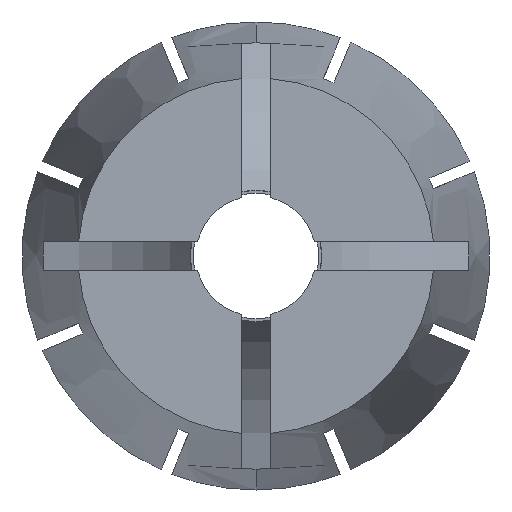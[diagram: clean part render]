
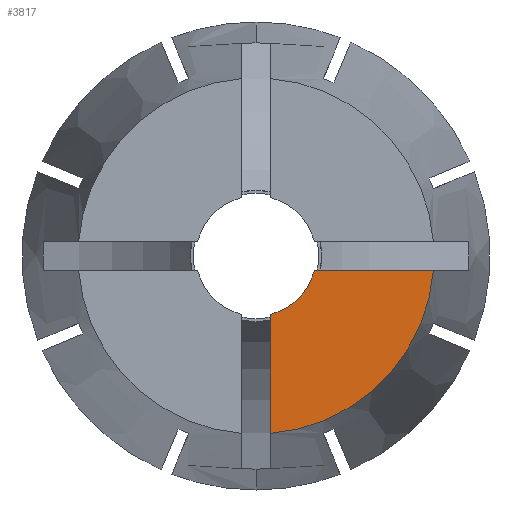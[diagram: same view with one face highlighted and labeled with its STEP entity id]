
A CAD part, left-side view. The second image highlights one B-rep face of the part: STEP entity #3817.
In plain terms, the highlighted planar face has unit normal (-1, 0, 0).
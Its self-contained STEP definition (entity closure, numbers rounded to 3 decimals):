
#699 = ORIENTED_EDGE ( 'NONE', *, *, #1039, .T. ) ;
#768 = VECTOR ( 'NONE', #2621, 1000. ) ;
#871 = ORIENTED_EDGE ( 'NONE', *, *, #1059, .F. ) ;
#940 = FACE_OUTER_BOUND ( 'NONE', #1892, .T. ) ;
#974 = AXIS2_PLACEMENT_3D ( 'NONE', #2943, #2953, #2956 ) ;
#1021 = CARTESIAN_POINT ( 'NONE',  ( -46., -5.114, -1.25 ) ) ;
#1039 = EDGE_CURVE ( 'NONE', #1587, #2593, #3331, .T. ) ;
#1053 = EDGE_CURVE ( 'NONE', #2593, #2750, #2913, .T. ) ;
#1059 = EDGE_CURVE ( 'NONE', #1587, #2710, #2169, .T. ) ;
#1312 = AXIS2_PLACEMENT_3D ( 'NONE', #2683, #2679, #2671 ) ;
#1587 = VERTEX_POINT ( 'NONE', #1021 ) ;
#1851 = CARTESIAN_POINT ( 'NONE',  ( -46., -1.25, -5.114 ) ) ;
#1892 = EDGE_LOOP ( 'NONE', ( #699, #2228, #2204, #871 ) ) ;
#2169 = LINE ( 'NONE', #2630, #768 ) ;
#2193 = CARTESIAN_POINT ( 'NONE',  ( -46., -15.545, -1.25 ) ) ;
#2204 = ORIENTED_EDGE ( 'NONE', *, *, #3160, .F. ) ;
#2228 = ORIENTED_EDGE ( 'NONE', *, *, #1053, .T. ) ;
#2232 = CARTESIAN_POINT ( 'NONE',  ( -46., -1.25, -15.545 ) ) ;
#2593 = VERTEX_POINT ( 'NONE', #1851 ) ;
#2621 = DIRECTION ( 'NONE',  ( 0., -1., 0. ) ) ;
#2630 = CARTESIAN_POINT ( 'NONE',  ( -46., -15.595, -1.25 ) ) ;
#2635 = DIRECTION ( 'NONE',  ( 0., 0., -1. ) ) ;
#2657 = CARTESIAN_POINT ( 'NONE',  ( -46., -1.25, 0. ) ) ;
#2671 = DIRECTION ( 'NONE',  ( 0., 0., -1. ) ) ;
#2679 = DIRECTION ( 'NONE',  ( 1., 0., 0. ) ) ;
#2683 = CARTESIAN_POINT ( 'NONE',  ( -46., 0., 0. ) ) ;
#2710 = VERTEX_POINT ( 'NONE', #2193 ) ;
#2750 = VERTEX_POINT ( 'NONE', #2232 ) ;
#2913 = LINE ( 'NONE', #2657, #3733 ) ;
#2918 = CIRCLE ( 'NONE', #974, 15.595 ) ;
#2943 = CARTESIAN_POINT ( 'NONE',  ( -46., 0., 0. ) ) ;
#2953 = DIRECTION ( 'NONE',  ( 1., 0., 0. ) ) ;
#2956 = DIRECTION ( 'NONE',  ( 0., 0., -1. ) ) ;
#3160 = EDGE_CURVE ( 'NONE', #2710, #2750, #2918, .T. ) ;
#3180 = PLANE ( 'NONE',  #3737 ) ;
#3228 = CARTESIAN_POINT ( 'NONE',  ( -46., -15.595, 0. ) ) ;
#3267 = DIRECTION ( 'NONE',  ( -1., 0., 0. ) ) ;
#3283 = DIRECTION ( 'NONE',  ( 0., 0., 1. ) ) ;
#3331 = CIRCLE ( 'NONE', #1312, 5.265 ) ;
#3733 = VECTOR ( 'NONE', #2635, 1000. ) ;
#3737 = AXIS2_PLACEMENT_3D ( 'NONE', #3228, #3267, #3283 ) ;
#3817 = ADVANCED_FACE ( 'NONE', ( #940 ), #3180, .T. ) ;
